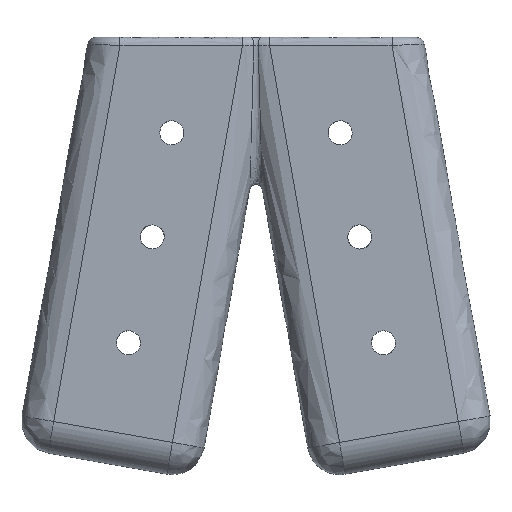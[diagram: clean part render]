
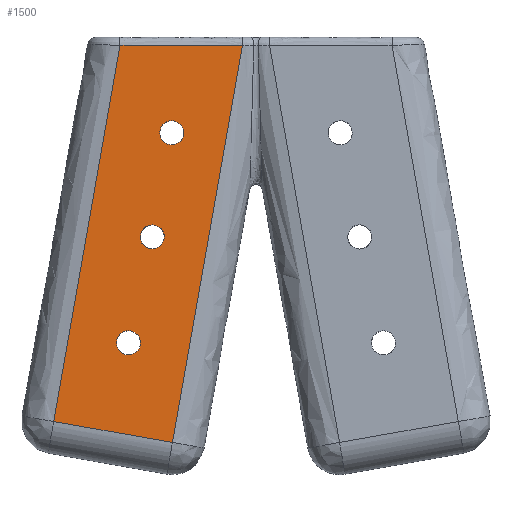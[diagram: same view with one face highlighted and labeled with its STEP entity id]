
A CAD part, front view. The second image highlights one B-rep face of the part: STEP entity #1500.
In plain terms, the highlighted free-form (B-spline) face has degree [1, 1] with [2, 2] control points.
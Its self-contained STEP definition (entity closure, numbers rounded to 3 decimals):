
#74 = VERTEX_POINT('',#75);
#75 = CARTESIAN_POINT('',(-4.436,0.,21.321));
#93 = EDGE_CURVE('',#74,#74,#94,.T.);
#94 = ( BOUNDED_CURVE() B_SPLINE_CURVE(2,(#95,#96,#97,#98,#99,#100,#101)
,.UNSPECIFIED.,.T.,.F.) B_SPLINE_CURVE_WITH_KNOTS((3,2,2,3),(
    3.142,5.236,7.33,9.425),
.PIECEWISE_BEZIER_KNOTS.) CURVE() GEOMETRIC_REPRESENTATION_ITEM() 
RATIONAL_B_SPLINE_CURVE((1.,0.5,1.,0.5,1.,0.5,1.)) REPRESENTATION_ITEM(
  '') );
#95 = CARTESIAN_POINT('',(-4.436,0.,21.321));
#96 = CARTESIAN_POINT('',(-4.436,0.,20.037));
#97 = CARTESIAN_POINT('',(-5.548,0.,20.679));
#98 = CARTESIAN_POINT('',(-6.66,0.,21.321));
#99 = CARTESIAN_POINT('',(-5.548,0.,21.963));
#100 = CARTESIAN_POINT('',(-4.436,0.,22.605));
#101 = CARTESIAN_POINT('',(-4.436,0.,21.321));
#178 = VERTEX_POINT('',#179);
#179 = CARTESIAN_POINT('',(-5.632,0.,14.919));
#197 = EDGE_CURVE('',#178,#178,#198,.T.);
#198 = ( BOUNDED_CURVE() B_SPLINE_CURVE(2,(#199,#200,#201,#202,#203,#204
,#205),.UNSPECIFIED.,.T.,.F.) B_SPLINE_CURVE_WITH_KNOTS((3,2,2,3),(
    3.142,5.236,7.33,9.425),
.PIECEWISE_BEZIER_KNOTS.) CURVE() GEOMETRIC_REPRESENTATION_ITEM() 
RATIONAL_B_SPLINE_CURVE((1.,0.5,1.,0.5,1.,0.5,1.)) REPRESENTATION_ITEM(
  '') );
#199 = CARTESIAN_POINT('',(-5.632,0.,14.919));
#200 = CARTESIAN_POINT('',(-5.632,0.,13.635));
#201 = CARTESIAN_POINT('',(-6.744,0.,14.277));
#202 = CARTESIAN_POINT('',(-7.856,0.,14.919));
#203 = CARTESIAN_POINT('',(-6.744,0.,15.561));
#204 = CARTESIAN_POINT('',(-5.632,0.,16.203));
#205 = CARTESIAN_POINT('',(-5.632,0.,14.919));
#282 = VERTEX_POINT('',#283);
#283 = CARTESIAN_POINT('',(-7.099,0.,8.409));
#301 = EDGE_CURVE('',#282,#282,#302,.T.);
#302 = ( BOUNDED_CURVE() B_SPLINE_CURVE(2,(#303,#304,#305,#306,#307,#308
,#309),.UNSPECIFIED.,.T.,.F.) B_SPLINE_CURVE_WITH_KNOTS((3,2,2,3),(
    3.142,5.236,7.33,9.425),
.PIECEWISE_BEZIER_KNOTS.) CURVE() GEOMETRIC_REPRESENTATION_ITEM() 
RATIONAL_B_SPLINE_CURVE((1.,0.5,1.,0.5,1.,0.5,1.)) REPRESENTATION_ITEM(
  '') );
#303 = CARTESIAN_POINT('',(-7.099,0.,8.409));
#304 = CARTESIAN_POINT('',(-7.099,0.,7.125));
#305 = CARTESIAN_POINT('',(-8.211,0.,7.767));
#306 = CARTESIAN_POINT('',(-9.323,0.,8.409));
#307 = CARTESIAN_POINT('',(-8.211,0.,9.051));
#308 = CARTESIAN_POINT('',(-7.099,0.,9.693));
#309 = CARTESIAN_POINT('',(-7.099,0.,8.409));
#1053 = VERTEX_POINT('',#1054);
#1054 = CARTESIAN_POINT('',(-0.832,0.,26.692));
#1391 = VERTEX_POINT('',#1392);
#1392 = CARTESIAN_POINT('',(-8.361,0.,26.692));
#1398 = EDGE_CURVE('',#1391,#1053,#1399,.T.);
#1399 = B_SPLINE_CURVE_WITH_KNOTS('',1,(#1400,#1401),.UNSPECIFIED.,.F.,
  .F.,(2,2),(-4.964,2.651),.PIECEWISE_BEZIER_KNOTS.);
#1400 = CARTESIAN_POINT('',(-8.361,0.,26.692));
#1401 = CARTESIAN_POINT('',(-0.832,0.,26.692));
#1500 = ADVANCED_FACE('',(#1501,#1523,#1526,#1529),#1532,.F.);
#1501 = FACE_BOUND('',#1502,.T.);
#1502 = EDGE_LOOP('',(#1503,#1504,#1511,#1518));
#1503 = ORIENTED_EDGE('',*,*,#1398,.F.);
#1504 = ORIENTED_EDGE('',*,*,#1505,.F.);
#1505 = EDGE_CURVE('',#1506,#1391,#1508,.T.);
#1506 = VERTEX_POINT('',#1507);
#1507 = CARTESIAN_POINT('',(-12.437,0.,3.575));
#1508 = B_SPLINE_CURVE_WITH_KNOTS('',1,(#1509,#1510),.UNSPECIFIED.,.F.,
  .F.,(2,2),(-4.475,19.27),.PIECEWISE_BEZIER_KNOTS.);
#1509 = CARTESIAN_POINT('',(-12.437,0.,3.575));
#1510 = CARTESIAN_POINT('',(-8.361,0.,26.692));
#1511 = ORIENTED_EDGE('',*,*,#1512,.F.);
#1512 = EDGE_CURVE('',#1513,#1506,#1515,.T.);
#1513 = VERTEX_POINT('',#1514);
#1514 = CARTESIAN_POINT('',(-5.135,0.,2.287));
#1515 = B_SPLINE_CURVE_WITH_KNOTS('',1,(#1516,#1517),.UNSPECIFIED.,.F.,
  .F.,(2,2),(-0.875,6.625),.PIECEWISE_BEZIER_KNOTS.);
#1516 = CARTESIAN_POINT('',(-5.135,0.,2.287));
#1517 = CARTESIAN_POINT('',(-12.437,0.,3.575));
#1518 = ORIENTED_EDGE('',*,*,#1519,.F.);
#1519 = EDGE_CURVE('',#1053,#1513,#1520,.T.);
#1520 = B_SPLINE_CURVE_WITH_KNOTS('',1,(#1521,#1522),.UNSPECIFIED.,.F.,
  .F.,(2,2),(-7.642,17.425),.PIECEWISE_BEZIER_KNOTS.);
#1521 = CARTESIAN_POINT('',(-0.832,0.,26.692));
#1522 = CARTESIAN_POINT('',(-5.135,0.,2.287));
#1523 = FACE_BOUND('',#1524,.T.);
#1524 = EDGE_LOOP('',(#1525));
#1525 = ORIENTED_EDGE('',*,*,#93,.T.);
#1526 = FACE_BOUND('',#1527,.T.);
#1527 = EDGE_LOOP('',(#1528));
#1528 = ORIENTED_EDGE('',*,*,#197,.T.);
#1529 = FACE_BOUND('',#1530,.T.);
#1530 = EDGE_LOOP('',(#1531));
#1531 = ORIENTED_EDGE('',*,*,#301,.T.);
#1532 = B_SPLINE_SURFACE_WITH_KNOTS('',1,1,(
    (#1533,#1534)
    ,(#1535,#1536
    )),.UNSPECIFIED.,.F.,.F.,.F.,(2,2),(2,2),(-5.594,
    6.144),(-13.252,11.435),
  .PIECEWISE_BEZIER_KNOTS.);
#1533 = CARTESIAN_POINT('',(-12.437,0.,26.692));
#1534 = CARTESIAN_POINT('',(-12.437,0.,2.287));
#1535 = CARTESIAN_POINT('',(-0.832,0.,26.692));
#1536 = CARTESIAN_POINT('',(-0.832,0.,2.287));
